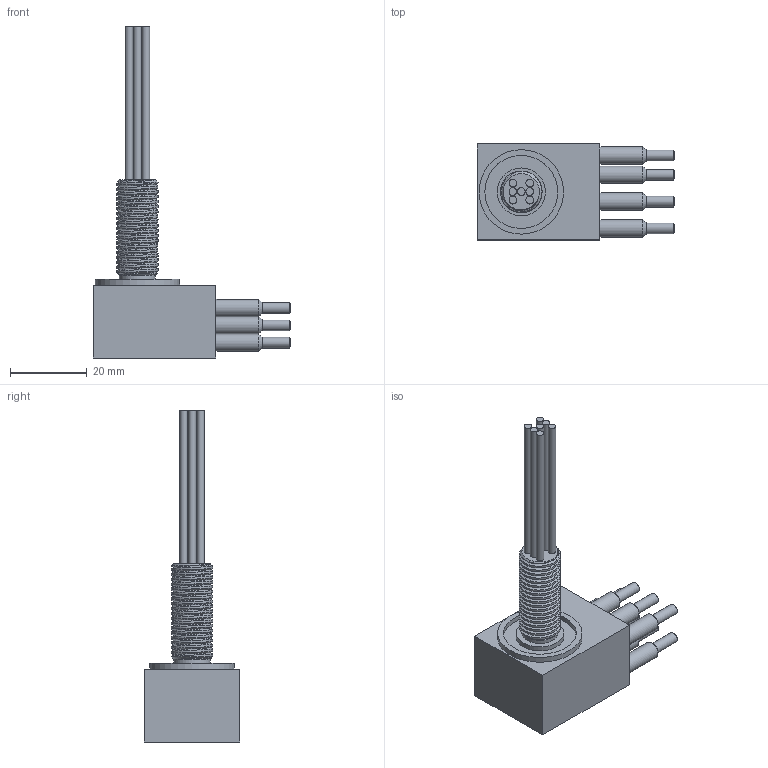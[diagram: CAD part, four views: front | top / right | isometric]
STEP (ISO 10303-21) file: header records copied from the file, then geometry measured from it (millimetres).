
FILE_DESCRIPTION(/* description */ (''),/* implementation_level */ '2;1');
FILE_NAME(/* name */ 'LPBH 7M.stp',/* time_stamp */ '2014-11-24T13:29:52+01:00',/* author */ ('sh'),/* organization */ (''),/* preprocessor_version */ 'ST-DEVELOPER v15.2',/* originating_system */ 'Autodesk Inventor 2014',/* authorisation */ '');
FILE_SCHEMA (('AUTOMOTIVE_DESIGN { 1 0 10303 214 3 1 1 }'));
Length unit declared in the file: millimetre
Products named in the file (1): LPBH 7M
Bounding box: 51.5 x 25 x 86.5 mm (x, y, z)
Volume: 20274.4 mm3; surface area: 8649.3 mm2
Topology: 1 solids, 1 shells, 201 faces, 482 edges, 317 vertices
Faces by surface type: plane 94, bspline 65, cylinder 26, cone 16
Full cylindrical faces by diameter (mm): 2 x7, 2.8 x7, 4.5 x7, 9.4 x1, 12.5 x1, 19 x1, 22 x1
Entity records: 9528 total; most frequent: CARTESIAN_POINT 5218, ORIENTED_EDGE 874, DIRECTION 645, EDGE_CURVE 437, VERTEX_POINT 313, EDGE_LOOP 276, LINE 237, VECTOR 237
